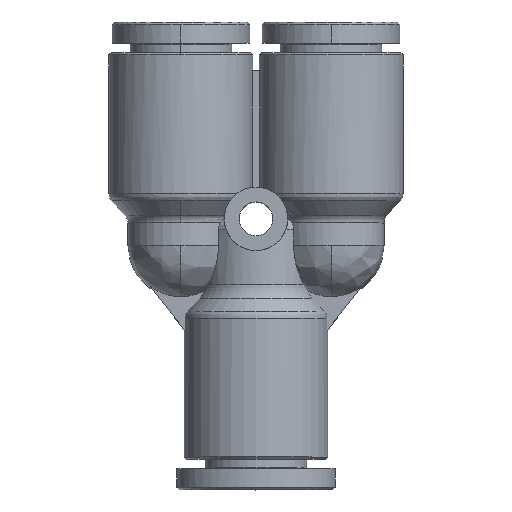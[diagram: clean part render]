
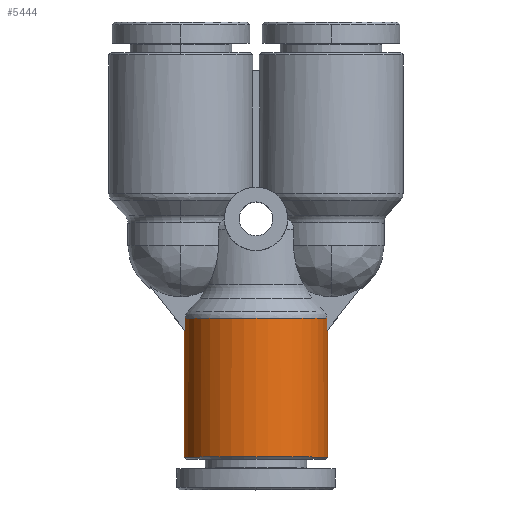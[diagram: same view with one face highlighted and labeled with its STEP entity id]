
A CAD part, top view. The second image highlights one B-rep face of the part: STEP entity #5444.
In plain terms, the highlighted cylindrical face has radius 6.8 mm (diameter 13.6 mm), a partial arc.
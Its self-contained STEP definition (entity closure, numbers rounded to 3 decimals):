
#897 = DIRECTION ( 'NONE',  ( 0., 0., -1. ) ) ;
#1132 = CARTESIAN_POINT ( 'NONE',  ( -12.972, 0.823, 0.35 ) ) ;
#1641 = ORIENTED_EDGE ( 'NONE', *, *, #37874, .F. ) ;
#1657 = ORIENTED_EDGE ( 'NONE', *, *, #17940, .T. ) ;
#2179 = LINE ( 'NONE', #32882, #18997 ) ;
#2744 = CARTESIAN_POINT ( 'NONE',  ( -17.472, 0., 0.3 ) ) ;
#3034 = EDGE_CURVE ( 'NONE', #11562, #21397, #33124, .T. ) ;
#3290 = CARTESIAN_POINT ( 'NONE',  ( -12.909, 0.275, 13.9 ) ) ;
#3579 = DIRECTION ( 'NONE',  ( 0., 0., -1. ) ) ;
#5161 = EDGE_CURVE ( 'NONE', #6312, #20679, #24159, .T. ) ;
#5444 = ADVANCED_FACE ( 'NONE', ( #6267 ), #37801, .T. ) ;
#5648 = DIRECTION ( 'NONE',  ( -1., 0., 0. ) ) ;
#6166 = DIRECTION ( 'NONE',  ( 1., 0., 0. ) ) ;
#6267 = FACE_OUTER_BOUND ( 'NONE', #31333, .T. ) ;
#6312 = VERTEX_POINT ( 'NONE', #32214 ) ;
#6460 = CIRCLE ( 'NONE', #29443, 6.8 ) ;
#6816 = DIRECTION ( 'NONE',  ( 1., 0., 0. ) ) ;
#7273 = ORIENTED_EDGE ( 'NONE', *, *, #25918, .T. ) ;
#7400 = VECTOR ( 'NONE', #18249, 1000. ) ;
#7483 = ORIENTED_EDGE ( 'NONE', *, *, #24634, .T. ) ;
#7548 = CARTESIAN_POINT ( 'NONE',  ( -17.472, 0., 13.9 ) ) ;
#7708 = CIRCLE ( 'NONE', #19003, 6.8 ) ;
#8142 = CARTESIAN_POINT ( 'NONE',  ( -10.532, 1.25, 0.416 ) ) ;
#8661 = EDGE_CURVE ( 'NONE', #20679, #37242, #39841, .T. ) ;
#8969 = CARTESIAN_POINT ( 'NONE',  ( -24.972, 0., 13.9 ) ) ;
#10180 =( BOUNDED_CURVE ( )  B_SPLINE_CURVE ( 3, ( #16650, #19764, #3290, #26788 ),
 .UNSPECIFIED., .F., .F. ) 
 B_SPLINE_CURVE_WITH_KNOTS ( ( 4, 4 ),
 ( 6.162, 6.283 ),
 .UNSPECIFIED. ) 
 CURVE ( )  GEOMETRIC_REPRESENTATION_ITEM ( )  RATIONAL_B_SPLINE_CURVE ( ( 1., 0.999, 0.999, 1. ) ) 
 REPRESENTATION_ITEM ( '' )  );
#11562 = VERTEX_POINT ( 'NONE', #21369 ) ;
#11933 = ORIENTED_EDGE ( 'NONE', *, *, #19178, .T. ) ;
#14157 = CARTESIAN_POINT ( 'NONE',  ( -11.855, 1.25, 0.416 ) ) ;
#14274 = DIRECTION ( 'NONE',  ( 1., 0., 0. ) ) ;
#15725 = CARTESIAN_POINT ( 'NONE',  ( -12.972, 1.25, 13.784 ) ) ;
#15891 = ORIENTED_EDGE ( 'NONE', *, *, #42449, .T. ) ;
#16650 = CARTESIAN_POINT ( 'NONE',  ( -12.972, 0.823, 13.85 ) ) ;
#17153 = CARTESIAN_POINT ( 'NONE',  ( -11.855, 0., 7.1 ) ) ;
#17639 = ORIENTED_EDGE ( 'NONE', *, *, #8661, .F. ) ;
#17940 = EDGE_CURVE ( 'NONE', #23421, #21500, #2179, .T. ) ;
#18115 = VERTEX_POINT ( 'NONE', #20391 ) ;
#18249 = DIRECTION ( 'NONE',  ( 1., 0., 0. ) ) ;
#18328 = DIRECTION ( 'NONE',  ( -1., 0., 0. ) ) ;
#18492 = CARTESIAN_POINT ( 'NONE',  ( -12.909, 0., 0.3 ) ) ;
#18997 = VECTOR ( 'NONE', #39664, 1000. ) ;
#19003 = AXIS2_PLACEMENT_3D ( 'NONE', #41144, #21026, #897 ) ;
#19178 = EDGE_CURVE ( 'NONE', #21500, #21397, #19424, .T. ) ;
#19424 = CIRCLE ( 'NONE', #35190, 6.8 ) ;
#19629 = AXIS2_PLACEMENT_3D ( 'NONE', #33702, #6816, #3579 ) ;
#19764 = CARTESIAN_POINT ( 'NONE',  ( -12.93, 0.55, 13.883 ) ) ;
#20391 = CARTESIAN_POINT ( 'NONE',  ( -12.972, 0.823, 13.85 ) ) ;
#20428 = ORIENTED_EDGE ( 'NONE', *, *, #31978, .T. ) ;
#20563 = DIRECTION ( 'NONE',  ( 0., 0., -1. ) ) ;
#20679 = VERTEX_POINT ( 'NONE', #18492 ) ;
#21026 = DIRECTION ( 'NONE',  ( 1., 0., 0. ) ) ;
#21267 = CARTESIAN_POINT ( 'NONE',  ( -12.93, 0.55, 0.317 ) ) ;
#21369 = CARTESIAN_POINT ( 'NONE',  ( -12.972, 1.25, 0.416 ) ) ;
#21397 = VERTEX_POINT ( 'NONE', #14157 ) ;
#21500 = VERTEX_POINT ( 'NONE', #24863 ) ;
#23098 = VECTOR ( 'NONE', #6166, 1000. ) ;
#23421 = VERTEX_POINT ( 'NONE', #15725 ) ;
#24159 = LINE ( 'NONE', #2744, #23098 ) ;
#24560 = VERTEX_POINT ( 'NONE', #31419 ) ;
#24634 = EDGE_CURVE ( 'NONE', #18115, #23421, #6460, .T. ) ;
#24863 = CARTESIAN_POINT ( 'NONE',  ( -11.855, 1.25, 13.784 ) ) ;
#25751 = CARTESIAN_POINT ( 'NONE',  ( -12.972, 0., 7.1 ) ) ;
#25918 = EDGE_CURVE ( 'NONE', #28914, #24560, #26819, .T. ) ;
#26788 = CARTESIAN_POINT ( 'NONE',  ( -12.909, 0., 13.9 ) ) ;
#26819 = LINE ( 'NONE', #7548, #42589 ) ;
#28914 = VERTEX_POINT ( 'NONE', #8969 ) ;
#29111 = DIRECTION ( 'NONE',  ( 0., 0., -1. ) ) ;
#29443 = AXIS2_PLACEMENT_3D ( 'NONE', #38491, #18328, #41840 ) ;
#31228 = CARTESIAN_POINT ( 'NONE',  ( -12.909, 0.275, 0.3 ) ) ;
#31333 = EDGE_LOOP ( 'NONE', ( #15891, #7273, #1641, #7483, #1657, #11933, #31582, #20428, #17639, #35310 ) ) ;
#31419 = CARTESIAN_POINT ( 'NONE',  ( -12.909, 0., 13.9 ) ) ;
#31582 = ORIENTED_EDGE ( 'NONE', *, *, #3034, .F. ) ;
#31978 = EDGE_CURVE ( 'NONE', #11562, #37242, #42016, .T. ) ;
#32214 = CARTESIAN_POINT ( 'NONE',  ( -24.972, 0., 0.3 ) ) ;
#32882 = CARTESIAN_POINT ( 'NONE',  ( -10.532, 1.25, 13.784 ) ) ;
#33053 = AXIS2_PLACEMENT_3D ( 'NONE', #25751, #5648, #29111 ) ;
#33124 = LINE ( 'NONE', #8142, #7400 ) ;
#33702 = CARTESIAN_POINT ( 'NONE',  ( -17.472, 0., 7.1 ) ) ;
#34629 = CARTESIAN_POINT ( 'NONE',  ( -12.909, 0., 0.3 ) ) ;
#35190 = AXIS2_PLACEMENT_3D ( 'NONE', #17153, #40690, #20563 ) ;
#35310 = ORIENTED_EDGE ( 'NONE', *, *, #5161, .F. ) ;
#36292 = CARTESIAN_POINT ( 'NONE',  ( -12.972, 0.823, 0.35 ) ) ;
#37242 = VERTEX_POINT ( 'NONE', #36292 ) ;
#37801 = CYLINDRICAL_SURFACE ( 'NONE', #19629, 6.8 ) ;
#37874 = EDGE_CURVE ( 'NONE', #18115, #24560, #10180, .T. ) ;
#38491 = CARTESIAN_POINT ( 'NONE',  ( -12.972, 0., 7.1 ) ) ;
#39664 = DIRECTION ( 'NONE',  ( 1., 0., 0. ) ) ;
#39841 =( BOUNDED_CURVE ( )  B_SPLINE_CURVE ( 3, ( #34629, #31228, #21267, #1132 ),
 .UNSPECIFIED., .F., .F. ) 
 B_SPLINE_CURVE_WITH_KNOTS ( ( 4, 4 ),
 ( 0., 0.121 ),
 .UNSPECIFIED. ) 
 CURVE ( )  GEOMETRIC_REPRESENTATION_ITEM ( )  RATIONAL_B_SPLINE_CURVE ( ( 1., 0.999, 0.999, 1. ) ) 
 REPRESENTATION_ITEM ( '' )  );
#40690 = DIRECTION ( 'NONE',  ( -1., 0., 0. ) ) ;
#41144 = CARTESIAN_POINT ( 'NONE',  ( -24.972, 0., 7.1 ) ) ;
#41840 = DIRECTION ( 'NONE',  ( 0., 0., -1. ) ) ;
#42016 = CIRCLE ( 'NONE', #33053, 6.8 ) ;
#42449 = EDGE_CURVE ( 'NONE', #6312, #28914, #7708, .T. ) ;
#42589 = VECTOR ( 'NONE', #14274, 1000. ) ;
